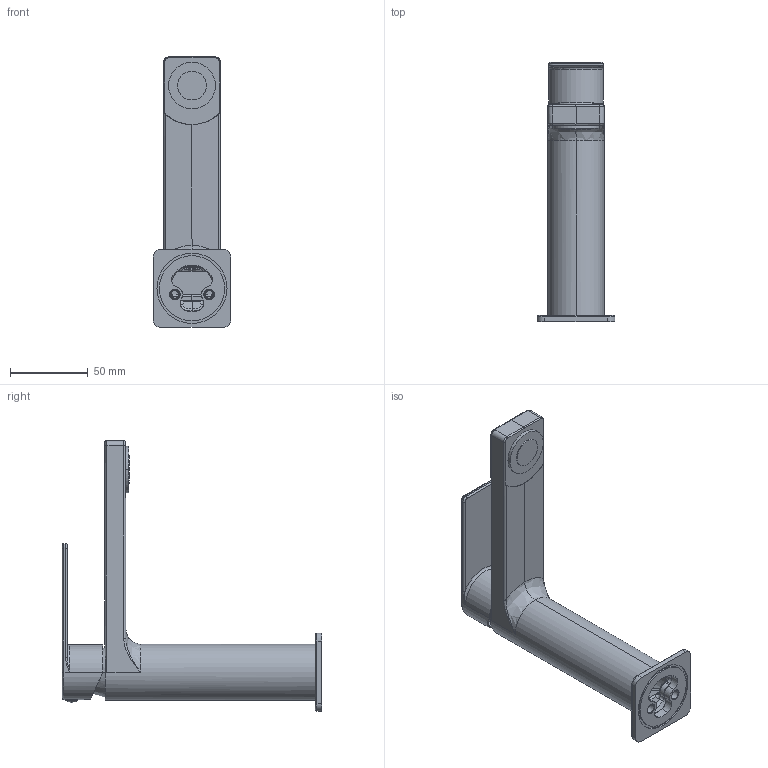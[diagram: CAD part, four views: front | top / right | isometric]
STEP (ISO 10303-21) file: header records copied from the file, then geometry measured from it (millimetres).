
FILE_DESCRIPTION((''),'2;1');
FILE_NAME('TA071CR','2021-01-15T17:12:41',('ut3'),('PAFFONI SpA'),'CREO PARAMETRIC BY PTC INC, 2020044','CREO PARAMETRIC BY PTC INC, 2020044','');
FILE_SCHEMA(('CONFIG_CONTROL_DESIGN','SHAPE_APPEARANCE_LAYERS_GROUPS'));
Length unit declared in the file: millimetre
Products named in the file (1): TA071CR
Bounding box: 50 x 166.2 x 173.5 mm (x, y, z)
Volume: 116220.4 mm3; surface area: 72907.1 mm2
Topology: 2 solids, 2 shells, 477 faces, 1154 edges, 678 vertices
Faces by surface type: cylinder 162, plane 132, bspline 86, cone 67, torus 28, sphere 2
Entity records: 30024 total; most frequent: CARTESIAN_POINT 14906, ORIENTED_EDGE 2272, DIRECTION 1984, EDGE_CURVE 1136, AXIS2_PLACEMENT_3D 761, FILL_AREA_STYLE_COLOUR 738, FILL_AREA_STYLE 738, SURFACE_STYLE_FILL_AREA 738
